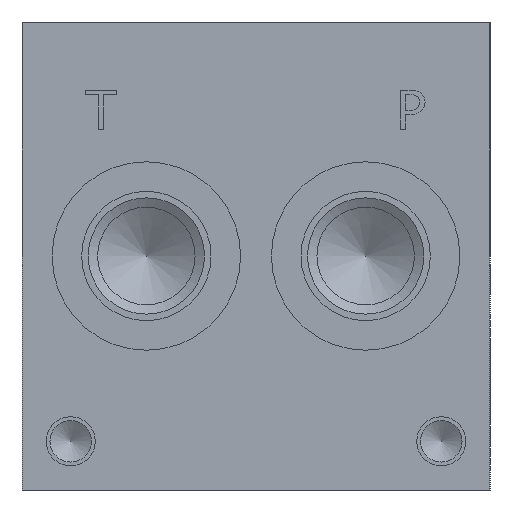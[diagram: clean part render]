
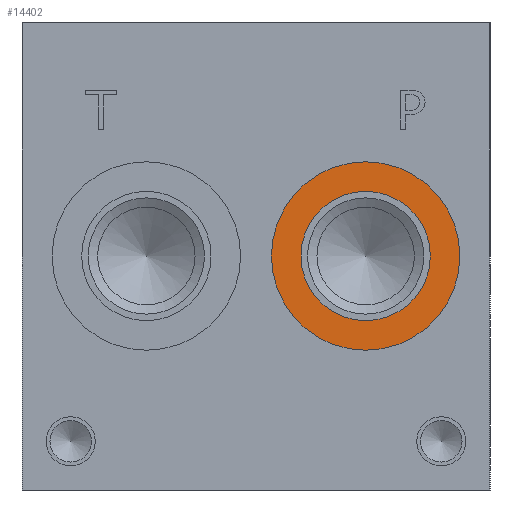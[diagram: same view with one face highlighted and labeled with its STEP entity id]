
A CAD part, left-side view. The second image highlights one B-rep face of the part: STEP entity #14402.
In plain terms, the highlighted planar face has unit normal (-1, 0, 0).
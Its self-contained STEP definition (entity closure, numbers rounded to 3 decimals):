
#370=CIRCLE('',#15185,15.342);
#371=CIRCLE('',#15186,15.342);
#372=CIRCLE('',#15188,10.528);
#373=CIRCLE('',#15189,10.528);
#684=FACE_BOUND('',#2700,.T.);
#1856=FACE_OUTER_BOUND('',#2699,.T.);
#2699=EDGE_LOOP('',(#12194,#12195));
#2700=EDGE_LOOP('',(#12196,#12197));
#6582=VERTEX_POINT('',#24379);
#6583=VERTEX_POINT('',#24381);
#6584=VERTEX_POINT('',#24385);
#6585=VERTEX_POINT('',#24386);
#8526=EDGE_CURVE('',#6582,#6583,#370,.T.);
#8527=EDGE_CURVE('',#6583,#6582,#371,.T.);
#8528=EDGE_CURVE('',#6584,#6585,#372,.T.);
#8529=EDGE_CURVE('',#6585,#6584,#373,.T.);
#12194=ORIENTED_EDGE('',*,*,#8527,.F.);
#12195=ORIENTED_EDGE('',*,*,#8526,.F.);
#12196=ORIENTED_EDGE('',*,*,#8528,.T.);
#12197=ORIENTED_EDGE('',*,*,#8529,.T.);
#13248=PLANE('',#15187);
#14402=ADVANCED_FACE('',(#1856,#684),#13248,.F.);
#15185=AXIS2_PLACEMENT_3D('',#24382,#17994,#17995);
#15186=AXIS2_PLACEMENT_3D('',#24383,#17996,#17997);
#15187=AXIS2_PLACEMENT_3D('',#24384,#17998,#17999);
#15188=AXIS2_PLACEMENT_3D('',#24387,#18000,#18001);
#15189=AXIS2_PLACEMENT_3D('',#24388,#18002,#18003);
#17994=DIRECTION('center_axis',(1.,0.,0.));
#17995=DIRECTION('ref_axis',(0.,0.,-1.));
#17996=DIRECTION('center_axis',(1.,0.,0.));
#17997=DIRECTION('ref_axis',(0.,0.,-1.));
#17998=DIRECTION('center_axis',(1.,0.,0.));
#17999=DIRECTION('ref_axis',(0.,0.,-1.));
#18000=DIRECTION('center_axis',(1.,0.,0.));
#18001=DIRECTION('ref_axis',(0.,0.,-1.));
#18002=DIRECTION('center_axis',(1.,0.,0.));
#18003=DIRECTION('ref_axis',(0.,0.,-1.));
#24379=CARTESIAN_POINT('',(0.787,20.244,22.758));
#24381=CARTESIAN_POINT('',(0.787,20.244,53.442));
#24382=CARTESIAN_POINT('Origin',(0.787,20.244,38.1));
#24383=CARTESIAN_POINT('Origin',(0.787,20.244,38.1));
#24384=CARTESIAN_POINT('Origin',(0.787,20.244,48.628));
#24385=CARTESIAN_POINT('',(0.787,20.244,48.628));
#24386=CARTESIAN_POINT('',(0.787,20.244,27.572));
#24387=CARTESIAN_POINT('Origin',(0.787,20.244,38.1));
#24388=CARTESIAN_POINT('Origin',(0.787,20.244,38.1));
